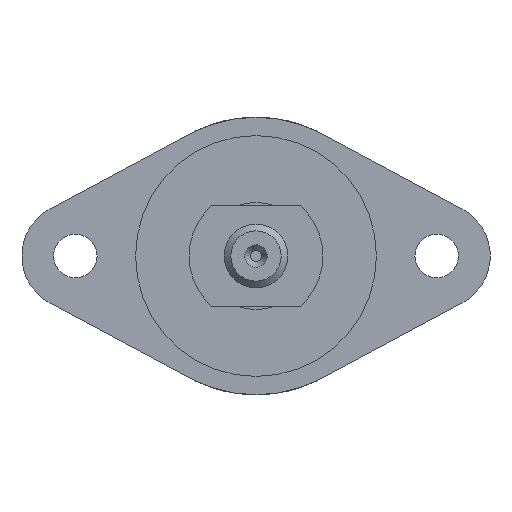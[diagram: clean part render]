
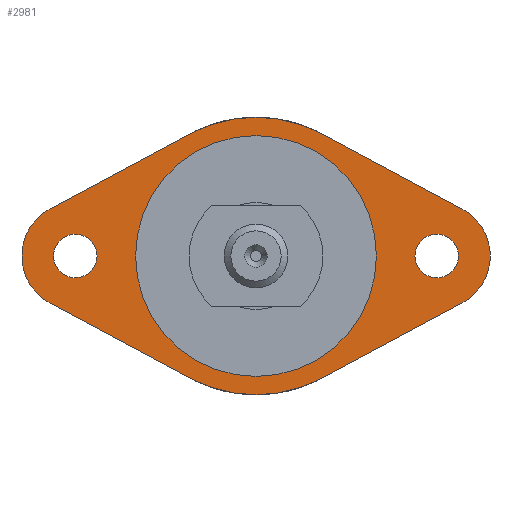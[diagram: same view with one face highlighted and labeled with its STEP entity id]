
A CAD part, left-side view. The second image highlights one B-rep face of the part: STEP entity #2981.
In plain terms, the highlighted planar face has unit normal (-1, 0, 0).
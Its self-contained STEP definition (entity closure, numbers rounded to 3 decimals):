
#132=LINE('',#4479,#394);
#134=LINE('',#4484,#396);
#138=LINE('',#4497,#400);
#143=LINE('',#4510,#405);
#394=VECTOR('',#3624,10.);
#396=VECTOR('',#3628,10.);
#400=VECTOR('',#3640,10.);
#405=VECTOR('',#3653,10.);
#801=FACE_BOUND('',#1038,.T.);
#802=FACE_BOUND('',#1039,.T.);
#803=FACE_BOUND('',#1040,.T.);
#868=FACE_OUTER_BOUND('',#1037,.T.);
#1037=EDGE_LOOP('',(#2220,#2221,#2222,#2223,#2224,#2225,#2226,#2227));
#1038=EDGE_LOOP('',(#2228));
#1039=EDGE_LOOP('',(#2229));
#1040=EDGE_LOOP('',(#2230,#2231));
#1214=CIRCLE('',#3203,3.25);
#1217=CIRCLE('',#3207,3.25);
#1219=CIRCLE('',#3210,8.);
#1223=CIRCLE('',#3219,8.);
#1225=CIRCLE('',#3224,18.);
#1226=CIRCLE('',#3225,18.);
#1229=CIRCLE('',#3229,20.75);
#1230=CIRCLE('',#3230,20.75);
#1355=VERTEX_POINT('',#4454);
#1358=VERTEX_POINT('',#4462);
#1361=VERTEX_POINT('',#4469);
#1362=VERTEX_POINT('',#4471);
#1364=VERTEX_POINT('',#4477);
#1366=VERTEX_POINT('',#4483);
#1370=VERTEX_POINT('',#4494);
#1371=VERTEX_POINT('',#4496);
#1373=VERTEX_POINT('',#4502);
#1375=VERTEX_POINT('',#4508);
#1376=VERTEX_POINT('',#4514);
#1377=VERTEX_POINT('',#4515);
#1665=EDGE_CURVE('',#1355,#1355,#1214,.T.);
#1669=EDGE_CURVE('',#1358,#1358,#1217,.T.);
#1672=EDGE_CURVE('',#1361,#1362,#1219,.T.);
#1676=EDGE_CURVE('',#1364,#1361,#132,.T.);
#1678=EDGE_CURVE('',#1362,#1366,#134,.T.);
#1684=EDGE_CURVE('',#1371,#1370,#138,.T.);
#1688=EDGE_CURVE('',#1370,#1373,#1223,.T.);
#1691=EDGE_CURVE('',#1373,#1375,#143,.T.);
#1693=EDGE_CURVE('',#1376,#1377,#1225,.T.);
#1694=EDGE_CURVE('',#1377,#1376,#1226,.T.);
#1698=EDGE_CURVE('',#1366,#1375,#1229,.T.);
#1699=EDGE_CURVE('',#1371,#1364,#1230,.T.);
#2220=ORIENTED_EDGE('',*,*,#1698,.F.);
#2221=ORIENTED_EDGE('',*,*,#1678,.F.);
#2222=ORIENTED_EDGE('',*,*,#1672,.F.);
#2223=ORIENTED_EDGE('',*,*,#1676,.F.);
#2224=ORIENTED_EDGE('',*,*,#1699,.F.);
#2225=ORIENTED_EDGE('',*,*,#1684,.T.);
#2226=ORIENTED_EDGE('',*,*,#1688,.T.);
#2227=ORIENTED_EDGE('',*,*,#1691,.T.);
#2228=ORIENTED_EDGE('',*,*,#1665,.T.);
#2229=ORIENTED_EDGE('',*,*,#1669,.T.);
#2230=ORIENTED_EDGE('',*,*,#1693,.T.);
#2231=ORIENTED_EDGE('',*,*,#1694,.T.);
#2853=PLANE('',#3228);
#2981=ADVANCED_FACE('',(#868,#801,#802,#803),#2853,.T.);
#3203=AXIS2_PLACEMENT_3D('',#4456,#3601,#3602);
#3207=AXIS2_PLACEMENT_3D('',#4464,#3610,#3611);
#3210=AXIS2_PLACEMENT_3D('',#4472,#3617,#3618);
#3219=AXIS2_PLACEMENT_3D('',#4504,#3647,#3648);
#3224=AXIS2_PLACEMENT_3D('',#4516,#3660,#3661);
#3225=AXIS2_PLACEMENT_3D('',#4517,#3662,#3663);
#3228=AXIS2_PLACEMENT_3D('',#4523,#3669,#3670);
#3229=AXIS2_PLACEMENT_3D('',#4524,#3671,#3672);
#3230=AXIS2_PLACEMENT_3D('',#4525,#3673,#3674);
#3601=DIRECTION('center_axis',(1.,0.,0.));
#3602=DIRECTION('ref_axis',(0.,0.,
1.));
#3610=DIRECTION('center_axis',(1.,0.,0.));
#3611=DIRECTION('ref_axis',(0.,0.,
1.));
#3617=DIRECTION('center_axis',(1.,0.,0.));
#3618=DIRECTION('ref_axis',(0.,-0.472,-0.881));
#3624=DIRECTION('',(0.,0.881,0.472));
#3628=DIRECTION('',(0.,-0.881,0.472));
#3640=DIRECTION('',(0.,-0.881,0.472));
#3647=DIRECTION('center_axis',(-1.,0.,0.));
#3648=DIRECTION('ref_axis',(0.,-0.472,-0.881));
#3653=DIRECTION('',(0.,0.881,0.472));
#3660=DIRECTION('center_axis',(1.,0.,0.));
#3661=DIRECTION('ref_axis',(0.,-1.,0.));
#3662=DIRECTION('center_axis',(1.,0.,0.));
#3663=DIRECTION('ref_axis',(0.,-1.,0.));
#3669=DIRECTION('center_axis',(-1.,0.,0.));
#3670=DIRECTION('ref_axis',(0.,0.,-1.));
#3671=DIRECTION('center_axis',(1.,0.,0.));
#3672=DIRECTION('ref_axis',(0.,-1.,0.));
#3673=DIRECTION('center_axis',(1.,0.,0.));
#3674=DIRECTION('ref_axis',(0.,-1.,0.));
#4454=CARTESIAN_POINT('',(-117.2,-27.,-3.25));
#4456=CARTESIAN_POINT('Origin',(-117.2,-27.,0.));
#4462=CARTESIAN_POINT('',(-117.2,27.,-3.25));
#4464=CARTESIAN_POINT('Origin',(-117.2,27.,0.));
#4469=CARTESIAN_POINT('',(-117.2,30.778,-7.052));
#4471=CARTESIAN_POINT('',(-117.2,30.778,7.052));
#4472=CARTESIAN_POINT('Origin',(-117.2,27.,0.));
#4477=CARTESIAN_POINT('',(-117.2,9.799,-18.291));
#4479=CARTESIAN_POINT('',(-117.2,9.799,-18.291));
#4483=CARTESIAN_POINT('',(-117.2,9.799,18.291));
#4484=CARTESIAN_POINT('',(-117.2,30.778,7.052));
#4494=CARTESIAN_POINT('',(-117.2,-30.778,-7.052));
#4496=CARTESIAN_POINT('',(-117.2,-9.799,-18.291));
#4497=CARTESIAN_POINT('',(-117.2,-9.799,-18.291));
#4502=CARTESIAN_POINT('',(-117.2,-30.778,7.052));
#4504=CARTESIAN_POINT('Origin',(-117.2,-27.,0.));
#4508=CARTESIAN_POINT('',(-117.2,-9.799,18.291));
#4510=CARTESIAN_POINT('',(-117.2,-30.778,7.052));
#4514=CARTESIAN_POINT('',(-117.2,-18.,0.));
#4515=CARTESIAN_POINT('',(-117.2,18.,0.));
#4516=CARTESIAN_POINT('Origin',(-117.2,0.,
0.));
#4517=CARTESIAN_POINT('Origin',(-117.2,0.,
0.));
#4523=CARTESIAN_POINT('Origin',(-117.2,-19.375,0.));
#4524=CARTESIAN_POINT('Origin',(-117.2,0.,
0.));
#4525=CARTESIAN_POINT('Origin',(-117.2,0.,
0.));
